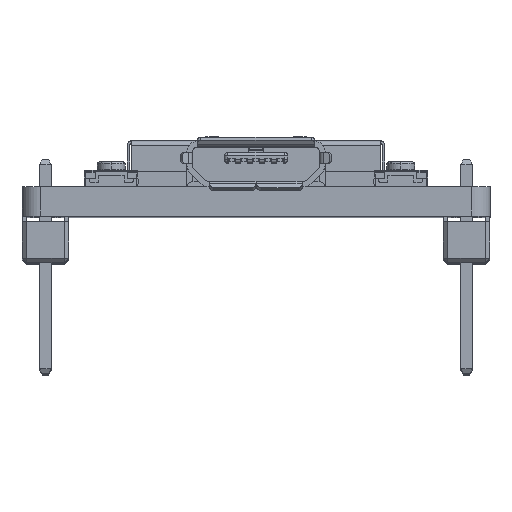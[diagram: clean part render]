
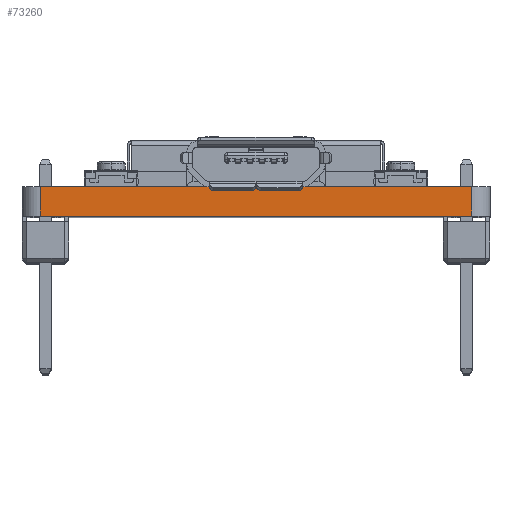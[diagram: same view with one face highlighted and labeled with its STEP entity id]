
A CAD part, top view. The second image highlights one B-rep face of the part: STEP entity #73260.
In plain terms, the highlighted planar face has unit normal (0, 0, 1).
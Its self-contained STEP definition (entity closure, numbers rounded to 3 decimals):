
#428 = CARTESIAN_POINT ( 'NONE',  ( -11.7, 0.7, 24.1 ) ) ;
#1255 = FACE_OUTER_BOUND ( 'NONE', #60445, .T. ) ;
#6373 = VERTEX_POINT ( 'NONE', #46087 ) ;
#6816 = LINE ( 'NONE', #15338, #60415 ) ;
#11288 = ORIENTED_EDGE ( 'NONE', *, *, #56437, .T. ) ;
#15023 = DIRECTION ( 'NONE',  ( 1., 0., 0. ) ) ;
#15338 = CARTESIAN_POINT ( 'NONE',  ( -12.95, 0.7, 24.1 ) ) ;
#19922 = EDGE_CURVE ( 'NONE', #68899, #68308, #77281, .T. ) ;
#20367 = DIRECTION ( 'NONE',  ( 0., 1., 0. ) ) ;
#21298 = VECTOR ( 'NONE', #62112, 1000. ) ;
#23409 = PLANE ( 'NONE',  #73147 ) ;
#32404 = EDGE_CURVE ( 'NONE', #68308, #6373, #6816, .T. ) ;
#33065 = LINE ( 'NONE', #34945, #89088 ) ;
#34945 = CARTESIAN_POINT ( 'NONE',  ( 11.7, -56.592, 24.1 ) ) ;
#43483 = VECTOR ( 'NONE', #15023, 1000. ) ;
#44150 = DIRECTION ( 'NONE',  ( 1., 0., 0. ) ) ;
#46087 = CARTESIAN_POINT ( 'NONE',  ( 11.7, 0.7, 24.1 ) ) ;
#47814 = CARTESIAN_POINT ( 'NONE',  ( 11.7, -0.9, 24.1 ) ) ;
#51823 = LINE ( 'NONE', #87241, #43483 ) ;
#54089 = CARTESIAN_POINT ( 'NONE',  ( -11.7, -0.9, 24.1 ) ) ;
#56437 = EDGE_CURVE ( 'NONE', #80357, #6373, #33065, .T. ) ;
#57014 = ORIENTED_EDGE ( 'NONE', *, *, #77173, .T. ) ;
#58887 = DIRECTION ( 'NONE',  ( 1., 0., 0. ) ) ;
#60415 = VECTOR ( 'NONE', #44150, 1000. ) ;
#60445 = EDGE_LOOP ( 'NONE', ( #92679, #57014, #11288, #72125 ) ) ;
#62112 = DIRECTION ( 'NONE',  ( 0., 1., 0. ) ) ;
#63515 = CARTESIAN_POINT ( 'NONE',  ( -11.7, -56.592, 24.1 ) ) ;
#66423 = DIRECTION ( 'NONE',  ( 0., 0., 1. ) ) ;
#66902 = CARTESIAN_POINT ( 'NONE',  ( -12.95, -56.592, 24.1 ) ) ;
#68308 = VERTEX_POINT ( 'NONE', #428 ) ;
#68899 = VERTEX_POINT ( 'NONE', #54089 ) ;
#72125 = ORIENTED_EDGE ( 'NONE', *, *, #32404, .F. ) ;
#73147 = AXIS2_PLACEMENT_3D ( 'NONE', #66902, #66423, #58887 ) ;
#73260 = ADVANCED_FACE ( 'NONE', ( #1255 ), #23409, .T. ) ;
#77173 = EDGE_CURVE ( 'NONE', #68899, #80357, #51823, .T. ) ;
#77281 = LINE ( 'NONE', #63515, #21298 ) ;
#80357 = VERTEX_POINT ( 'NONE', #47814 ) ;
#87241 = CARTESIAN_POINT ( 'NONE',  ( -12.95, -0.9, 24.1 ) ) ;
#89088 = VECTOR ( 'NONE', #20367, 1000. ) ;
#92679 = ORIENTED_EDGE ( 'NONE', *, *, #19922, .F. ) ;
